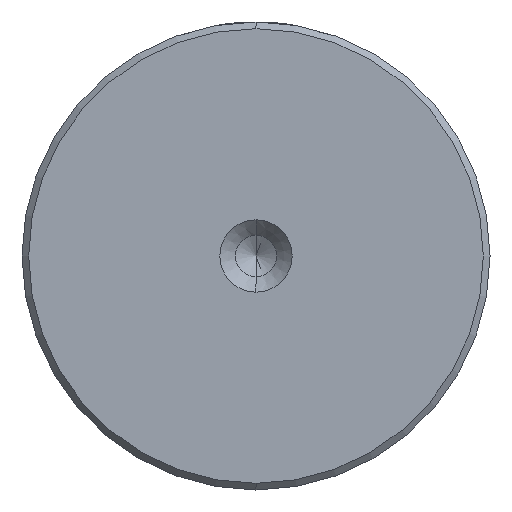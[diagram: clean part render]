
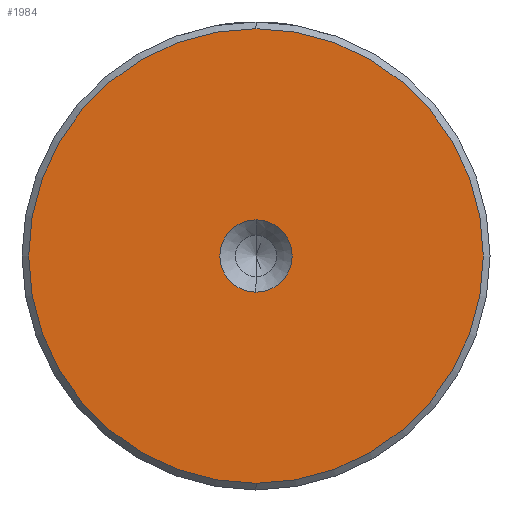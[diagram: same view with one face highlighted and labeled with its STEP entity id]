
A CAD part, left-side view. The second image highlights one B-rep face of the part: STEP entity #1984.
In plain terms, the highlighted planar face has unit normal (-1, 0, 0).
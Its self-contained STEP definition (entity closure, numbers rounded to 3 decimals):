
#52 = CIRCLE ( 'NONE', #1763, 2.7 ) ;
#93 = CARTESIAN_POINT ( 'NONE',  ( 0., 0., 0. ) ) ;
#236 = EDGE_LOOP ( 'NONE', ( #1519, #1308 ) ) ;
#275 = DIRECTION ( 'NONE',  ( 0., 0., 1. ) ) ;
#287 = CARTESIAN_POINT ( 'NONE',  ( 0., 0., 2.7 ) ) ;
#371 = PLANE ( 'NONE',  #1816 ) ;
#391 = ORIENTED_EDGE ( 'NONE', *, *, #2087, .T. ) ;
#429 = EDGE_CURVE ( 'NONE', #2181, #1917, #52, .T. ) ;
#568 = DIRECTION ( 'NONE',  ( -1., 0., 0. ) ) ;
#730 = AXIS2_PLACEMENT_3D ( 'NONE', #93, #1454, #275 ) ;
#840 = CARTESIAN_POINT ( 'NONE',  ( 0., 0., -2.7 ) ) ;
#895 = CARTESIAN_POINT ( 'NONE',  ( 0., 0., -17. ) ) ;
#923 = AXIS2_PLACEMENT_3D ( 'NONE', #1001, #2303, #1188 ) ;
#928 = EDGE_CURVE ( 'NONE', #1917, #2181, #1155, .T. ) ;
#930 = DIRECTION ( 'NONE',  ( -1., 0., 0. ) ) ;
#1001 = CARTESIAN_POINT ( 'NONE',  ( 0., 0., 0. ) ) ;
#1155 = CIRCLE ( 'NONE', #2028, 2.7 ) ;
#1188 = DIRECTION ( 'NONE',  ( 0., 0., 1. ) ) ;
#1190 = ORIENTED_EDGE ( 'NONE', *, *, #2340, .T. ) ;
#1308 = ORIENTED_EDGE ( 'NONE', *, *, #429, .F. ) ;
#1345 = VERTEX_POINT ( 'NONE', #2017 ) ;
#1454 = DIRECTION ( 'NONE',  ( -1., 0., 0. ) ) ;
#1497 = EDGE_LOOP ( 'NONE', ( #1190, #391 ) ) ;
#1519 = ORIENTED_EDGE ( 'NONE', *, *, #928, .F. ) ;
#1611 = CIRCLE ( 'NONE', #923, 17. ) ;
#1639 = VERTEX_POINT ( 'NONE', #895 ) ;
#1690 = CIRCLE ( 'NONE', #730, 17. ) ;
#1710 = CARTESIAN_POINT ( 'NONE',  ( 0., 0., 0. ) ) ;
#1763 = AXIS2_PLACEMENT_3D ( 'NONE', #1997, #1851, #1840 ) ;
#1816 = AXIS2_PLACEMENT_3D ( 'NONE', #1710, #568, #1891 ) ;
#1840 = DIRECTION ( 'NONE',  ( 0., 0., 1. ) ) ;
#1851 = DIRECTION ( 'NONE',  ( -1., 0., 0. ) ) ;
#1891 = DIRECTION ( 'NONE',  ( 0., 0., 1. ) ) ;
#1917 = VERTEX_POINT ( 'NONE', #287 ) ;
#1984 = ADVANCED_FACE ( 'NONE', ( #2323, #2259 ), #371, .T. ) ;
#1997 = CARTESIAN_POINT ( 'NONE',  ( 0., 0., 0. ) ) ;
#2017 = CARTESIAN_POINT ( 'NONE',  ( 0., 0., 17. ) ) ;
#2028 = AXIS2_PLACEMENT_3D ( 'NONE', #2040, #930, #2227 ) ;
#2040 = CARTESIAN_POINT ( 'NONE',  ( 0., 0., 0. ) ) ;
#2087 = EDGE_CURVE ( 'NONE', #1345, #1639, #1611, .T. ) ;
#2181 = VERTEX_POINT ( 'NONE', #840 ) ;
#2227 = DIRECTION ( 'NONE',  ( 0., 0., 1. ) ) ;
#2259 = FACE_BOUND ( 'NONE', #236, .T. ) ;
#2303 = DIRECTION ( 'NONE',  ( -1., 0., 0. ) ) ;
#2323 = FACE_OUTER_BOUND ( 'NONE', #1497, .T. ) ;
#2340 = EDGE_CURVE ( 'NONE', #1639, #1345, #1690, .T. ) ;
